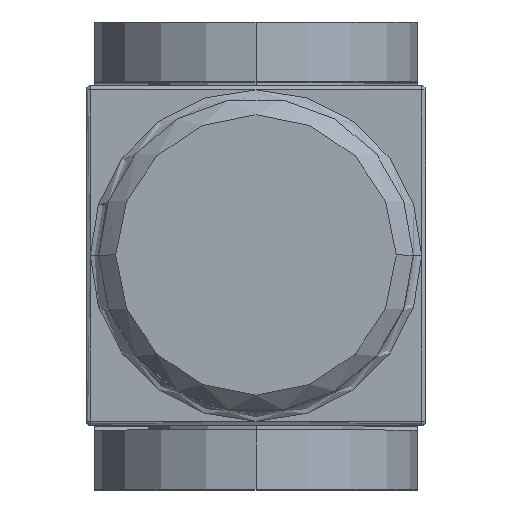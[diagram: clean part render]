
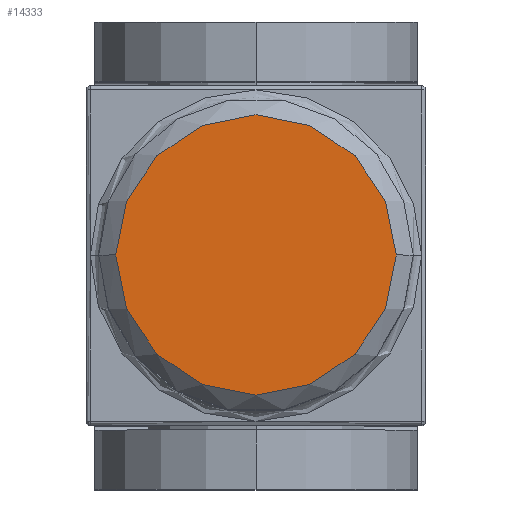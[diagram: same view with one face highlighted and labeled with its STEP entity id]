
A CAD part, top view. The second image highlights one B-rep face of the part: STEP entity #14333.
In plain terms, the highlighted planar face has unit normal (0, 0, 1).
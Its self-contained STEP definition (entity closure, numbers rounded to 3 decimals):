
#450 = EDGE_LOOP ( 'NONE', ( #6033, #18212 ) ) ;
#529 = DIRECTION ( 'NONE',  ( 0., 0., 1. ) ) ;
#948 = AXIS2_PLACEMENT_3D ( 'NONE', #9272, #529, #6175 ) ;
#952 = CARTESIAN_POINT ( 'NONE',  ( 0., 0., 41.5 ) ) ;
#2328 = DIRECTION ( 'NONE',  ( 1., 0., 0. ) ) ;
#3796 = AXIS2_PLACEMENT_3D ( 'NONE', #952, #3830, #2328 ) ;
#3830 = DIRECTION ( 'NONE',  ( 0., 0., 1. ) ) ;
#4405 = CIRCLE ( 'NONE', #948, 16.5 ) ;
#5918 = EDGE_CURVE ( 'NONE', #8958, #9668, #9612, .T. ) ;
#6033 = ORIENTED_EDGE ( 'NONE', *, *, #5918, .T. ) ;
#6175 = DIRECTION ( 'NONE',  ( 1., 0., 0. ) ) ;
#8958 = VERTEX_POINT ( 'NONE', #13334 ) ;
#9108 = CARTESIAN_POINT ( 'NONE',  ( 16.5, 0., 41.5 ) ) ;
#9272 = CARTESIAN_POINT ( 'NONE',  ( 0., 0., 41.5 ) ) ;
#9612 = CIRCLE ( 'NONE', #3796, 16.5 ) ;
#9668 = VERTEX_POINT ( 'NONE', #9108 ) ;
#11008 = EDGE_CURVE ( 'NONE', #9668, #8958, #4405, .T. ) ;
#11954 = CARTESIAN_POINT ( 'NONE',  ( 0., 0., 41.5 ) ) ;
#12846 = FACE_OUTER_BOUND ( 'NONE', #450, .T. ) ;
#13219 = DIRECTION ( 'NONE',  ( 0., 0., 1. ) ) ;
#13285 = DIRECTION ( 'NONE',  ( 1., 0., 0. ) ) ;
#13334 = CARTESIAN_POINT ( 'NONE',  ( -16.5, 0., 41.5 ) ) ;
#14333 = ADVANCED_FACE ( 'NONE', ( #12846 ), #16387, .T. ) ;
#15491 = AXIS2_PLACEMENT_3D ( 'NONE', #11954, #13219, #13285 ) ;
#16387 = PLANE ( 'NONE',  #15491 ) ;
#18212 = ORIENTED_EDGE ( 'NONE', *, *, #11008, .T. ) ;
